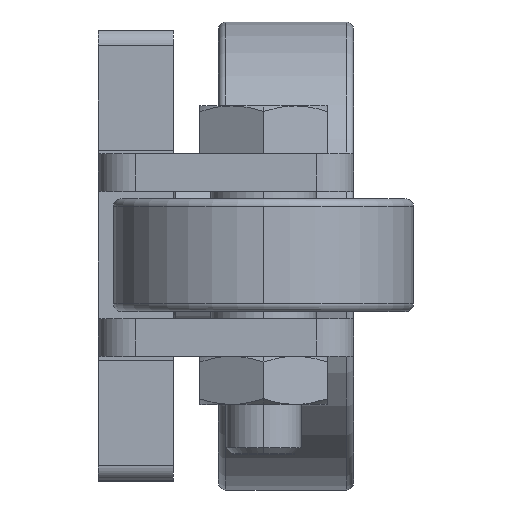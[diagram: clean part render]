
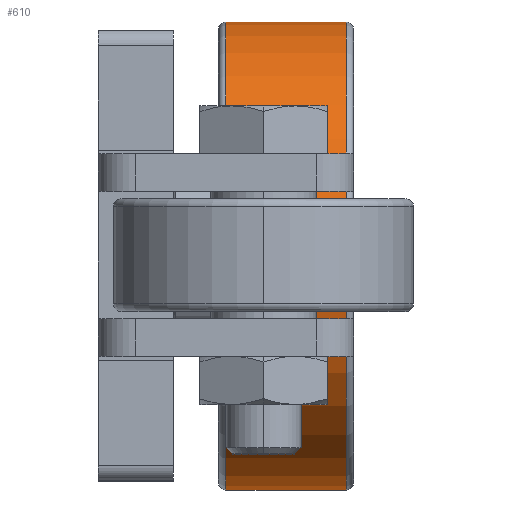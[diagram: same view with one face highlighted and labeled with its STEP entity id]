
A CAD part, top view. The second image highlights one B-rep face of the part: STEP entity #610.
In plain terms, the highlighted cylindrical face has radius 31.2 mm (diameter 62.4 mm), a partial arc.
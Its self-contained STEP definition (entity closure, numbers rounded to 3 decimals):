
#610=ADVANCED_FACE('',(#1296),#1297,.T.);
#1296=FACE_OUTER_BOUND('',#2054,.T.);
#1297=CYLINDRICAL_SURFACE('',#2055,31.2);
#2054=EDGE_LOOP('',(#3784,#3785,#3786,#3787,#3788,#3789));
#2055=AXIS2_PLACEMENT_3D('',#3790,#3791,#3792);
#3784=ORIENTED_EDGE('',*,*,#4437,.T.);
#3785=ORIENTED_EDGE('',*,*,#4431,.F.);
#3786=ORIENTED_EDGE('',*,*,#5016,.F.);
#3787=ORIENTED_EDGE('',*,*,#4440,.T.);
#3788=ORIENTED_EDGE('',*,*,#5014,.T.);
#3789=ORIENTED_EDGE('',*,*,#4447,.T.);
#3790=CARTESIAN_POINT('',(25.0,0.0,0.));
#3791=DIRECTION('',(-1.0,0.0,0.));
#3792=DIRECTION('',(0.0,1.0,0.0));
#4431=EDGE_CURVE('',#5298,#5301,#5302,.T.);
#4437=EDGE_CURVE('',#5311,#5301,#5312,.T.);
#4440=EDGE_CURVE('',#5317,#5315,#5318,.T.);
#4447=EDGE_CURVE('',#5322,#5311,#5329,.T.);
#5014=EDGE_CURVE('',#5315,#5322,#6166,.T.);
#5016=EDGE_CURVE('',#5317,#5298,#6168,.T.);
#5298=VERTEX_POINT('',#6519);
#5301=VERTEX_POINT('',#6522);
#5302=CIRCLE('',#6523,31.2);
#5311=VERTEX_POINT('',#6532);
#5312=LINE('',#6533,#6534);
#5315=VERTEX_POINT('',#6537);
#5317=VERTEX_POINT('',#6539);
#5318=LINE('',#6540,#6541);
#5322=VERTEX_POINT('',#6545);
#5329=CIRCLE('',#6552,31.2);
#6166=CIRCLE('',#7942,31.2);
#6168=CIRCLE('',#7944,31.2);
#6519=CARTESIAN_POINT('',(17.0,0.,31.2));
#6522=CARTESIAN_POINT('',(17.0,31.2,0.));
#6523=AXIS2_PLACEMENT_3D('',#8336,#8337,#8338);
#6532=CARTESIAN_POINT('',(33.0,31.2,0.));
#6533=CARTESIAN_POINT('',(25.0,31.2,0.));
#6534=VECTOR('',#8351,1.0);
#6537=CARTESIAN_POINT('',(33.0,-31.2,0.));
#6539=CARTESIAN_POINT('',(17.0,-31.2,0.));
#6540=CARTESIAN_POINT('',(25.0,-31.2,0.));
#6541=VECTOR('',#8358,1.0);
#6545=CARTESIAN_POINT('',(33.0,0.,31.2));
#6552=AXIS2_PLACEMENT_3D('',#8374,#8375,#8376);
#7942=AXIS2_PLACEMENT_3D('',#9173,#9174,#9175);
#7944=AXIS2_PLACEMENT_3D('',#9176,#9177,#9178);
#8336=CARTESIAN_POINT('',(17.0,0.0,0.));
#8337=DIRECTION('',(-1.0,0.0,0.));
#8338=DIRECTION('',(0.0,1.0,0.0));
#8351=DIRECTION('',(-1.0,0.0,0.));
#8358=DIRECTION('',(1.0,-0.0,0.));
#8374=CARTESIAN_POINT('',(33.0,0.0,0.));
#8375=DIRECTION('',(-1.0,0.0,0.));
#8376=DIRECTION('',(0.0,1.0,0.0));
#9173=CARTESIAN_POINT('',(33.0,0.0,0.));
#9174=DIRECTION('',(-1.0,0.0,0.));
#9175=DIRECTION('',(0.0,1.0,0.0));
#9176=CARTESIAN_POINT('',(17.0,0.0,0.));
#9177=DIRECTION('',(-1.0,0.0,0.));
#9178=DIRECTION('',(0.0,1.0,0.0));
